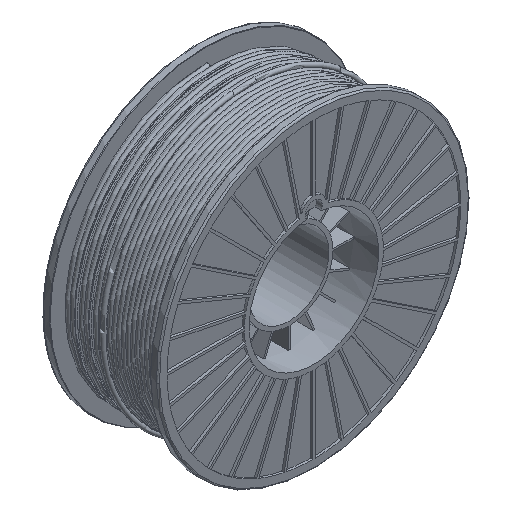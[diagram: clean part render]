
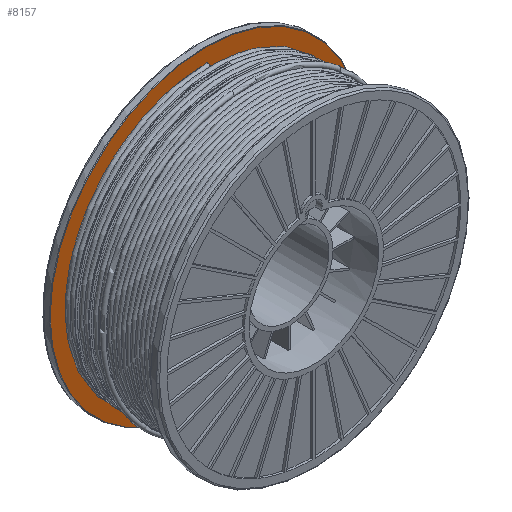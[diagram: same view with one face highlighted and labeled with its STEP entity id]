
A CAD part, isometric view. The second image highlights one B-rep face of the part: STEP entity #8157.
In plain terms, the highlighted planar face has unit normal (0, -1, 0).
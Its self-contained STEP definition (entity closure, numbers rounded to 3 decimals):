
#1863=PLANE('',#8804);
#2182=FACE_OUTER_BOUND('',#3190,.T.);
#2543=CIRCLE('',#8553,100.7);
#2547=CIRCLE('',#8560,44.5);
#2954=FACE_BOUND('',#3191,.T.);
#3190=EDGE_LOOP('',(#6295));
#3191=EDGE_LOOP('',(#6296));
#3650=VERTEX_POINT('',#18530);
#3656=VERTEX_POINT('',#18545);
#4452=EDGE_CURVE('',#3650,#3650,#2543,.F.);
#4458=EDGE_CURVE('',#3656,#3656,#2547,.F.);
#6295=ORIENTED_EDGE('',*,*,#4452,.F.);
#6296=ORIENTED_EDGE('',*,*,#4458,.F.);
#8157=ADVANCED_FACE('',(#2182,#2954),#1863,.F.);
#8553=AXIS2_PLACEMENT_3D('',#18531,#9503,#9504);
#8560=AXIS2_PLACEMENT_3D('',#18546,#9519,#9520);
#8804=AXIS2_PLACEMENT_3D('',#19686,#10432,#10433);
#9503=DIRECTION('center_axis',(0.,-1.,0.));
#9504=DIRECTION('ref_axis',(0.,0.,-1.));
#9519=DIRECTION('center_axis',(0.,1.,0.));
#9520=DIRECTION('ref_axis',(0.,0.,1.));
#10432=DIRECTION('center_axis',(0.,1.,0.));
#10433=DIRECTION('ref_axis',(1.,0.,0.));
#18530=CARTESIAN_POINT('',(0.,65.,100.7));
#18531=CARTESIAN_POINT('Origin',(0.,65.,0.));
#18545=CARTESIAN_POINT('',(0.,65.,44.5));
#18546=CARTESIAN_POINT('Origin',(0.,65.,0.));
#19686=CARTESIAN_POINT('Origin',(0.,65.,0.));
